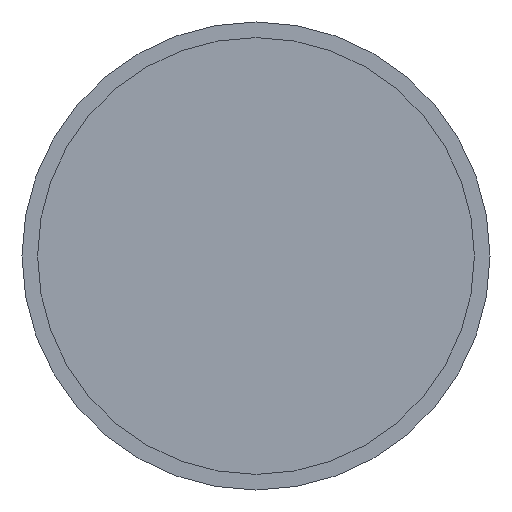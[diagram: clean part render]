
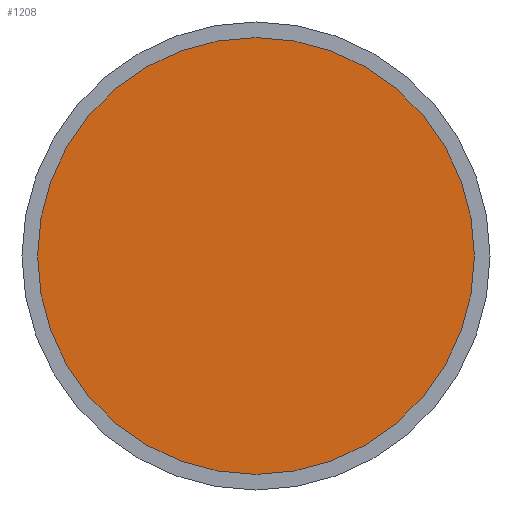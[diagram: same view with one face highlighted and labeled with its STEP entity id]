
A CAD part, front view. The second image highlights one B-rep face of the part: STEP entity #1208.
In plain terms, the highlighted planar face has unit normal (0, -1, 0).
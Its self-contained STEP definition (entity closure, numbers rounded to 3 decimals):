
#21 = CIRCLE ( 'NONE', #445, 28. ) ;
#103 = EDGE_CURVE ( 'NONE', #308, #1236, #21, .T. ) ;
#241 = DIRECTION ( 'NONE',  ( 1., 0., 0. ) ) ;
#308 = VERTEX_POINT ( 'NONE', #1552 ) ;
#328 = DIRECTION ( 'NONE',  ( 0., -1., 0. ) ) ;
#367 = ORIENTED_EDGE ( 'NONE', *, *, #103, .T. ) ;
#445 = AXIS2_PLACEMENT_3D ( 'NONE', #1586, #1069, #241 ) ;
#565 = CIRCLE ( 'NONE', #871, 28. ) ;
#582 = DIRECTION ( 'NONE',  ( 1., 0., 0. ) ) ;
#586 = DIRECTION ( 'NONE',  ( 0., 1., 0. ) ) ;
#836 = PLANE ( 'NONE',  #929 ) ;
#871 = AXIS2_PLACEMENT_3D ( 'NONE', #1139, #328, #582 ) ;
#929 = AXIS2_PLACEMENT_3D ( 'NONE', #976, #586, #1361 ) ;
#956 = EDGE_LOOP ( 'NONE', ( #1556, #367 ) ) ;
#976 = CARTESIAN_POINT ( 'NONE',  ( 0., 0., 0. ) ) ;
#1050 = EDGE_CURVE ( 'NONE', #1236, #308, #565, .T. ) ;
#1069 = DIRECTION ( 'NONE',  ( 0., -1., 0. ) ) ;
#1119 = CARTESIAN_POINT ( 'NONE',  ( 28., 0., 0. ) ) ;
#1139 = CARTESIAN_POINT ( 'NONE',  ( 0., 0., 0. ) ) ;
#1208 = ADVANCED_FACE ( 'NONE', ( #1630 ), #836, .F. ) ;
#1236 = VERTEX_POINT ( 'NONE', #1119 ) ;
#1361 = DIRECTION ( 'NONE',  ( -1., 0., 0. ) ) ;
#1552 = CARTESIAN_POINT ( 'NONE',  ( -28., 0., 0. ) ) ;
#1556 = ORIENTED_EDGE ( 'NONE', *, *, #1050, .T. ) ;
#1586 = CARTESIAN_POINT ( 'NONE',  ( 0., 0., 0. ) ) ;
#1630 = FACE_OUTER_BOUND ( 'NONE', #956, .T. ) ;
